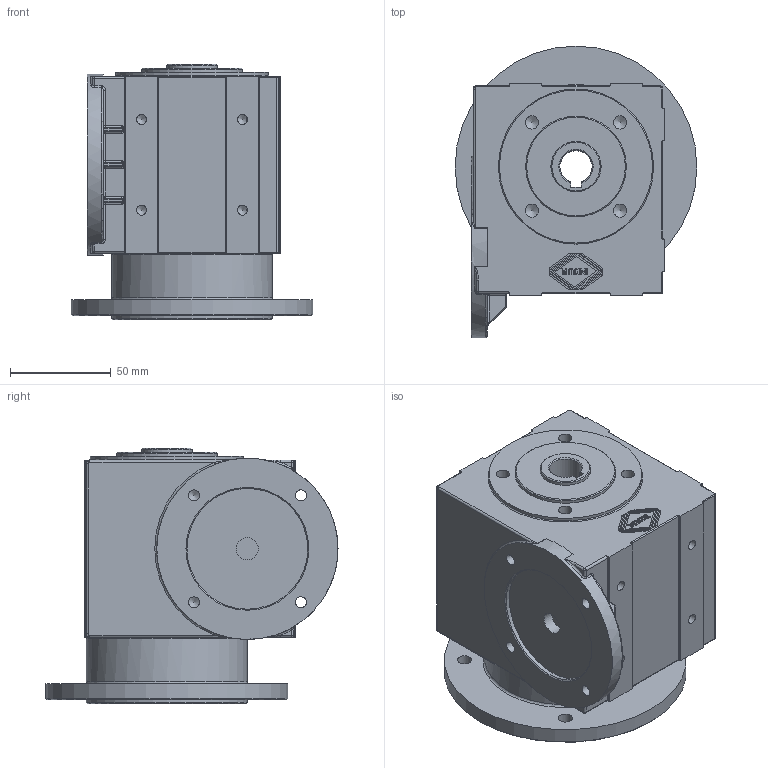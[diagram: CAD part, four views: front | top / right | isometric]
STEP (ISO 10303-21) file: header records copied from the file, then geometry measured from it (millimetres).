
FILE_DESCRIPTION((''),'2;1');
FILE_NAME('A40_B51F120HW_M6.ipt.stp','2010-03-02T10:08:59',('INDUR'),(''),'Autodesk Inventor 2010','Autodesk Inventor 2010','');
FILE_SCHEMA(('CONFIG_CONTROL_DESIGN'));
Length unit declared in the file: millimetre
Products named in the file (1): A40_B51F120HW_M6
Bounding box: 120 x 145 x 127 mm (x, y, z)
Volume: 1028608.6 mm3; surface area: 95977.2 mm2
Topology: 1 solids, 1 shells, 568 faces, 1499 edges, 950 vertices
Faces by surface type: plane 246, bspline 166, cylinder 137, cone 15, sphere 2, torus 2
Full cylindrical faces by diameter (mm): 4.917 x4, 5.5 x4, 11 x1, 25 x2, 42 x1, 50 x1, 60 x1, 76 x1, 80 x2, 120 x1
Entity records: 21877 total; most frequent: CARTESIAN_POINT 8368, ORIENTED_EDGE 2792, DIRECTION 2382, EDGE_CURVE 1396, VERTEX_POINT 916, VECTOR 832, LINE 832, AXIS2_PLACEMENT_3D 775
